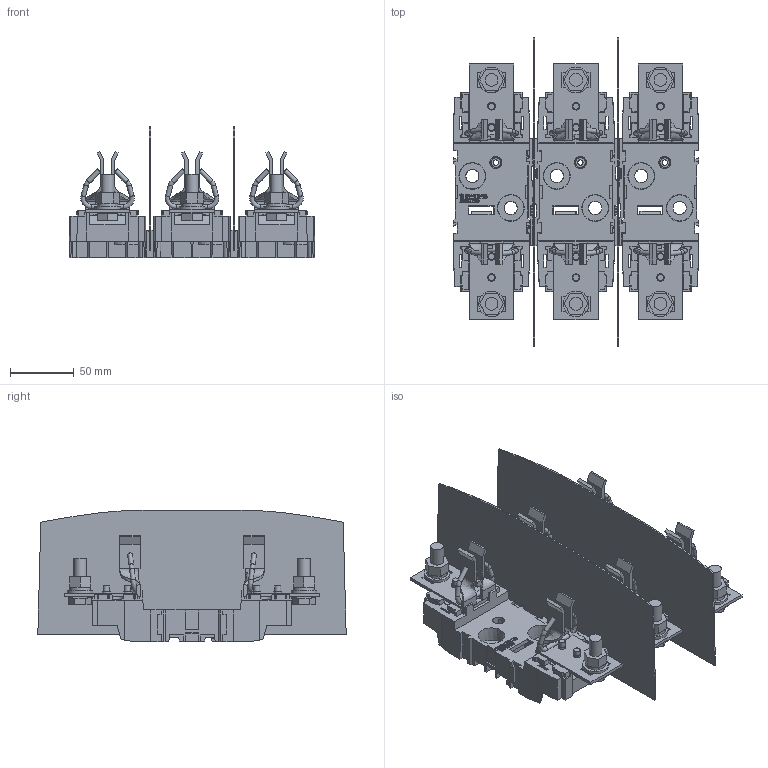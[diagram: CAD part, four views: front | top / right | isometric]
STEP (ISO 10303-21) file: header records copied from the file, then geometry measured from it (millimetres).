
FILE_DESCRIPTION(/* description */ (''),/* implementation_level */ '2;1');
FILE_NAME(/* name */ '3NH2230_v.stp',/* time_stamp */ '2025-02-05T08:23:12+01:00',/* author */ ('"(c) Siemens AG Smart Infrastructure"'),/* organization */ ('"(c) Siemens AG - Smart Infrastructure - EP"'),/* preprocessor_version */ 'ST-DEVELOPER v18.101',/* originating_system */ 'SIEMENS PLM Software NX 2008',/* authorisation */ '"Transmittal reproduction, dissemination and/or editing of this document as well as utilization of its contents and communication thereof to others without express authorization is prohibited. Offenders will be held liable for payment of damages. All rights created by patent grant or registration of a utility model or design patent are reserved."');
FILE_SCHEMA (('AUTOMOTIVE_DESIGN { 1 0 10303 214 3 1 1 1 }'));
Products named in the file (1): model2
Bounding box: 191.8 x 241 x 103 mm (x, y, z)
Volume: 393579 mm3; surface area: 363336.1 mm2
Topology: 1 solids, 13 shells, 3349 faces, 9602 edges, 6337 vertices
Faces by surface type: plane 2680, cylinder 332, cone 223, bspline 66, extrusion 24, torus 24
Full cylindrical faces by diameter (mm): 3.6 x30, 4.2 x3, 4.9 x24, 6 x12, 9.5 x12, 10 x12, 16 x6, 20 x6
Entity records: 205905 total; most frequent: CARTESIAN_POINT 96872, ORIENTED_EDGE 18572, DIRECTION 16219, EDGE_CURVE 9286, VECTOR 7439, LINE 7415, VERTEX_POINT 6205, AXIS2_PLACEMENT_3D 4390
